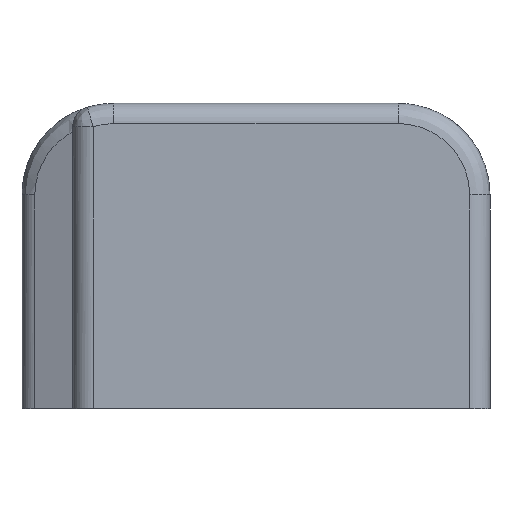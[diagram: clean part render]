
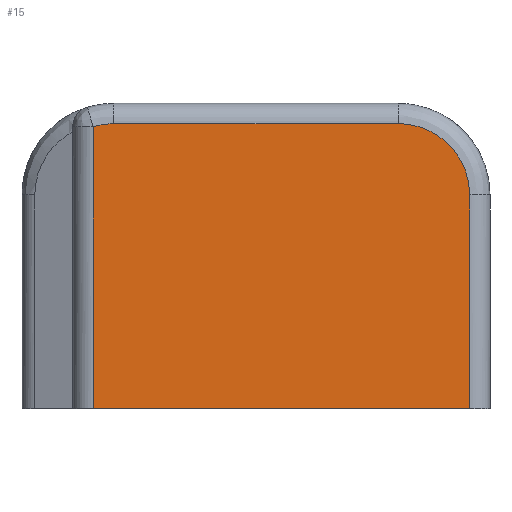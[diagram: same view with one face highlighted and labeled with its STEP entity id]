
A CAD part, front view. The second image highlights one B-rep face of the part: STEP entity #15.
In plain terms, the highlighted planar face has unit normal (0, -1, 0).
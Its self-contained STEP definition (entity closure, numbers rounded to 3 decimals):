
#15=ADVANCED_FACE('',(#45),#447,.T.);
#45=FACE_OUTER_BOUND('',#75,.T.);
#75=EDGE_LOOP('',(#105,#106,#107,#108,#109,#110));
#105=ORIENTED_EDGE('',*,*,#307,.T.);
#106=ORIENTED_EDGE('',*,*,#261,.T.);
#107=ORIENTED_EDGE('',*,*,#251,.T.);
#108=ORIENTED_EDGE('',*,*,#286,.F.);
#109=ORIENTED_EDGE('',*,*,#294,.T.);
#110=ORIENTED_EDGE('',*,*,#314,.F.);
#251=EDGE_CURVE('',#395,#394,#358,.T.);
#261=EDGE_CURVE('',#407,#395,#368,.T.);
#286=EDGE_CURVE('',#408,#394,#327,.T.);
#294=EDGE_CURVE('',#408,#409,#335,.T.);
#307=EDGE_CURVE('',#406,#407,#345,.T.);
#314=EDGE_CURVE('',#406,#409,#351,.T.);
#327=(
BOUNDED_CURVE()
B_SPLINE_CURVE(1,(#949,#950),.UNSPECIFIED.,.F.,.F.)
B_SPLINE_CURVE_WITH_KNOTS((2,2),(0.,21.),
 .UNSPECIFIED.)
CURVE()
GEOMETRIC_REPRESENTATION_ITEM()
RATIONAL_B_SPLINE_CURVE((1.,1.))
REPRESENTATION_ITEM('')
);
#335=(
BOUNDED_CURVE()
B_SPLINE_CURVE(3,(#970,#971,#972,#973,#974,#975,#976),.UNSPECIFIED.,.F.,
 .F.)
B_SPLINE_CURVE_WITH_KNOTS((4,1,1,1,4),(0.,2.639,5.498,
8.357,10.995),.UNSPECIFIED.)
CURVE()
GEOMETRIC_REPRESENTATION_ITEM()
RATIONAL_B_SPLINE_CURVE((1.,1.,1.,1.,1.,1.,
1.))
REPRESENTATION_ITEM('')
);
#345=(
BOUNDED_CURVE()
B_SPLINE_CURVE(3,(#1085,#1086,#1087,#1088,#1089,#1090,#1091),
 .UNSPECIFIED.,.F.,.F.)
B_SPLINE_CURVE_WITH_KNOTS((4,3,4),(0.,1.635,
2.028),.UNSPECIFIED.)
CURVE()
GEOMETRIC_REPRESENTATION_ITEM()
RATIONAL_B_SPLINE_CURVE((1.,1.,1.,1.,1.,1.,1.))
REPRESENTATION_ITEM('')
);
#351=(
BOUNDED_CURVE()
B_SPLINE_CURVE(1,(#1129,#1130),.UNSPECIFIED.,.F.,.F.)
B_SPLINE_CURVE_WITH_KNOTS((2,2),(0.,28.),
 .UNSPECIFIED.)
CURVE()
GEOMETRIC_REPRESENTATION_ITEM()
RATIONAL_B_SPLINE_CURVE((1.,1.))
REPRESENTATION_ITEM('')
);
#358=B_SPLINE_CURVE_WITH_KNOTS('',1,(#849,#850),.UNSPECIFIED.,.F.,.F.,(2,
2),(56.72,79.28),.UNSPECIFIED.);
#368=B_SPLINE_CURVE_WITH_KNOTS('',1,(#889,#890),.UNSPECIFIED.,.F.,.F.,(2,
2),(1.354,29.062),.UNSPECIFIED.);
#394=VERTEX_POINT('',#804);
#395=VERTEX_POINT('',#805);
#406=VERTEX_POINT('',#816);
#407=VERTEX_POINT('',#817);
#408=VERTEX_POINT('',#818);
#409=VERTEX_POINT('',#819);
#447=PLANE('',#477);
#477=AXIS2_PLACEMENT_3D('',#503,#490,$);
#490=DIRECTION('',(0.,-1.,0.));
#503=CARTESIAN_POINT('',(-18.,-12.5,0.));
#804=CARTESIAN_POINT('',(21.,-12.5,0.));
#805=CARTESIAN_POINT('',(-16.,-12.5,0.));
#816=CARTESIAN_POINT('',(-14.,-12.5,28.));
#817=CARTESIAN_POINT('',(-16.,-12.5,27.708));
#818=CARTESIAN_POINT('',(21.,-12.5,21.));
#819=CARTESIAN_POINT('',(14.,-12.5,28.));
#849=CARTESIAN_POINT('',(-16.,-12.5,0.));
#850=CARTESIAN_POINT('',(21.,-12.5,0.));
#889=CARTESIAN_POINT('',(-16.,-12.5,27.708));
#890=CARTESIAN_POINT('',(-16.,-12.5,0.));
#949=CARTESIAN_POINT('',(21.,-12.5,21.));
#950=CARTESIAN_POINT('',(21.,-12.5,0.));
#970=CARTESIAN_POINT('',(21.,-12.5,21.));
#971=CARTESIAN_POINT('',(21.,-12.5,21.88));
#972=CARTESIAN_POINT('',(20.651,-12.5,23.712));
#973=CARTESIAN_POINT('',(19.09,-12.5,26.09));
#974=CARTESIAN_POINT('',(16.712,-12.5,27.651));
#975=CARTESIAN_POINT('',(14.88,-12.5,28.));
#976=CARTESIAN_POINT('',(14.,-12.5,28.));
#1085=CARTESIAN_POINT('',(-14.,-12.5,28.));
#1086=CARTESIAN_POINT('',(-14.545,-12.5,28.));
#1087=CARTESIAN_POINT('',(-15.09,-12.5,27.936));
#1088=CARTESIAN_POINT('',(-15.62,-12.5,27.81));
#1089=CARTESIAN_POINT('',(-15.747,-12.5,27.78));
#1090=CARTESIAN_POINT('',(-15.874,-12.5,27.746));
#1091=CARTESIAN_POINT('',(-16.,-12.5,27.708));
#1129=CARTESIAN_POINT('',(-14.,-12.5,28.));
#1130=CARTESIAN_POINT('',(14.,-12.5,28.));
